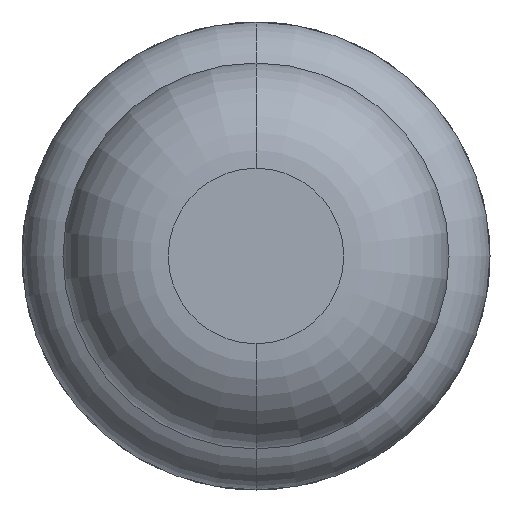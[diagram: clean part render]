
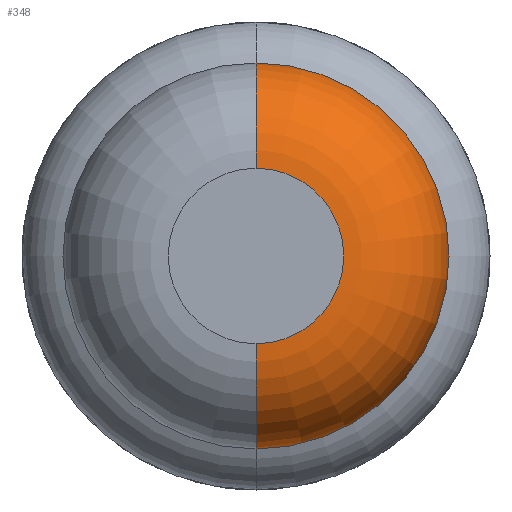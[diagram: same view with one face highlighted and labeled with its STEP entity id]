
A CAD part, front view. The second image highlights one B-rep face of the part: STEP entity #348.
In plain terms, the highlighted toroidal (fillet/blend) face has major radius 0.375 mm and minor radius 0.45 mm.
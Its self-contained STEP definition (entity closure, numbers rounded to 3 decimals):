
#23 = DIRECTION ( 'NONE',  ( 0., 0., -1. ) ) ;
#348 = ADVANCED_FACE ( 'Defeature ausgef�hrt1_2', ( #1672 ), #1398, .T. ) ;
#359 = AXIS2_PLACEMENT_3D ( 'NONE', #628, #3574, #1209 ) ;
#372 = VERTEX_POINT ( 'NONE', #1308 ) ;
#530 = EDGE_CURVE ( 'NONE', #745, #372, #895, .T. ) ;
#628 = CARTESIAN_POINT ( 'NONE',  ( 0., -23.55, 0.375 ) ) ;
#745 = VERTEX_POINT ( 'NONE', #2781 ) ;
#755 = CARTESIAN_POINT ( 'NONE',  ( 0., -23.55, 0.825 ) ) ;
#806 = VERTEX_POINT ( 'NONE', #755 ) ;
#832 = ORIENTED_EDGE ( 'NONE', *, *, #2447, .F. ) ;
#895 = CIRCLE ( 'NONE', #1296, 0.45 ) ;
#1209 = DIRECTION ( 'NONE',  ( 0., 0., 1. ) ) ;
#1296 = AXIS2_PLACEMENT_3D ( 'NONE', #2363, #1530, #23 ) ;
#1308 = CARTESIAN_POINT ( 'NONE',  ( 0., -23.55, -0.825 ) ) ;
#1391 = CARTESIAN_POINT ( 'NONE',  ( 0., -24., 0. ) ) ;
#1398 = TOROIDAL_SURFACE ( 'NONE', #2211, 0.375, 0.45 ) ;
#1411 = AXIS2_PLACEMENT_3D ( 'NONE', #2972, #3024, #1541 ) ;
#1530 = DIRECTION ( 'NONE',  ( 1., 0., 0. ) ) ;
#1541 = DIRECTION ( 'NONE',  ( 0., 0., 1. ) ) ;
#1556 = ORIENTED_EDGE ( 'NONE', *, *, #3156, .F. ) ;
#1672 = FACE_OUTER_BOUND ( 'NONE', #1866, .T. ) ;
#1708 = CIRCLE ( 'NONE', #1411, 0.825 ) ;
#1773 = VERTEX_POINT ( 'NONE', #2050 ) ;
#1866 = EDGE_LOOP ( 'NONE', ( #3713, #3500, #1556, #832 ) ) ;
#1971 = EDGE_CURVE ( 'Defeature ausgef�hrt1_2+Defeature ausgef�hrt1_1+Defeature ausgef�hrt1_1+Defeature ausgef�hrt1_1', #1773, #745, #3464, .T. ) ;
#2050 = CARTESIAN_POINT ( 'NONE',  ( 0., -24., 0.375 ) ) ;
#2197 = DIRECTION ( 'NONE',  ( 0., 0., 1. ) ) ;
#2211 = AXIS2_PLACEMENT_3D ( 'NONE', #3085, #3434, #2197 ) ;
#2363 = CARTESIAN_POINT ( 'NONE',  ( 0., -23.55, -0.375 ) ) ;
#2447 = EDGE_CURVE ( 'NONE', #1773, #806, #3782, .T. ) ;
#2577 = DIRECTION ( 'NONE',  ( 0., 0., 1. ) ) ;
#2781 = CARTESIAN_POINT ( 'NONE',  ( 0., -24., -0.375 ) ) ;
#2972 = CARTESIAN_POINT ( 'NONE',  ( 0., -23.55, 0. ) ) ;
#3024 = DIRECTION ( 'NONE',  ( 0., 1., 0. ) ) ;
#3085 = CARTESIAN_POINT ( 'NONE',  ( 0., -23.55, 0. ) ) ;
#3156 = EDGE_CURVE ( 'Defeature ausgef�hrt1_3+Defeature ausgef�hrt1_2+Defeature ausgef�hrt1_2+Defeature ausgef�hrt1_2', #806, #372, #1708, .T. ) ;
#3434 = DIRECTION ( 'NONE',  ( 0., 1., 0. ) ) ;
#3464 = CIRCLE ( 'NONE', #3640, 0.375 ) ;
#3500 = ORIENTED_EDGE ( 'NONE', *, *, #530, .T. ) ;
#3574 = DIRECTION ( 'NONE',  ( -1., 0., 0. ) ) ;
#3640 = AXIS2_PLACEMENT_3D ( 'NONE', #1391, #3693, #2577 ) ;
#3693 = DIRECTION ( 'NONE',  ( 0., 1., 0. ) ) ;
#3713 = ORIENTED_EDGE ( 'NONE', *, *, #1971, .T. ) ;
#3782 = CIRCLE ( 'NONE', #359, 0.45 ) ;
